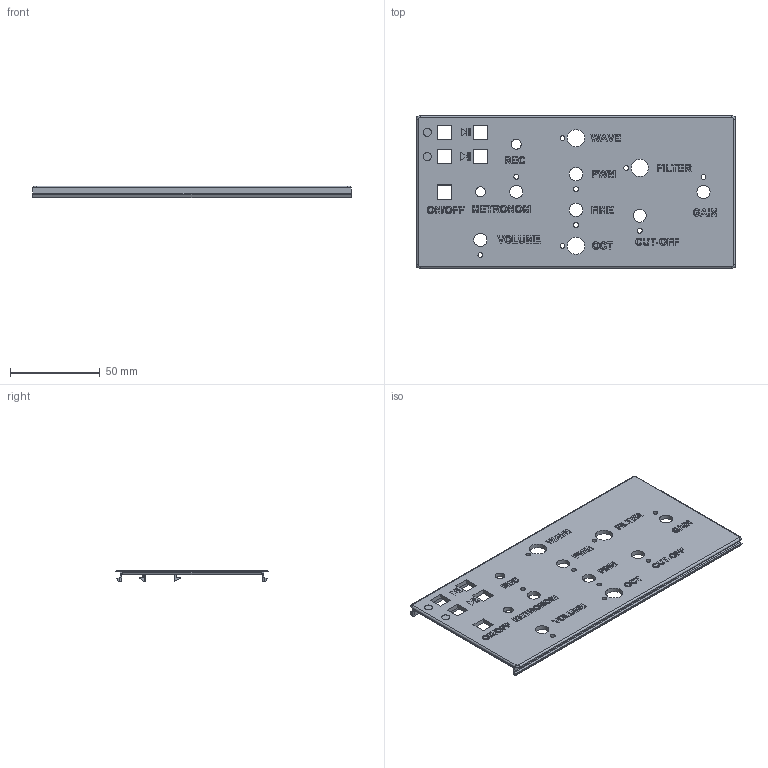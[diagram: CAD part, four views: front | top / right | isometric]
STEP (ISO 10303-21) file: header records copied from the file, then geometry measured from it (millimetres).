
FILE_DESCRIPTION(/* description */ (''),/* implementation_level */ '2;1');
FILE_NAME(/* name */ 'frontplate_left.step',/* time_stamp */ '2026-01-31T22:09:57+01:00',/* author */ ('erikt'),/* organization */ (''),/* preprocessor_version */ 'ST-DEVELOPER v19.2',/* originating_system */ 'Autodesk Inventor 2024',/* authorisation */ '');
FILE_SCHEMA (('CONFIG_CONTROL_DESIGN'));
Length unit declared in the file: millimetre
Products named in the file (3): Schneckel; frontplate; schriftzug_neu
Assembly tree (2 placements, depth 2):
  Schneckel
    frontplate
    schriftzug_neu
Bounding box: 177.5 x 85 x 6.5 mm (x, y, z)
Volume: 36491.9 mm3; surface area: 36402.8 mm2
Topology: 61 solids, 61 shells, 1488 faces, 3849 edges, 2550 vertices
Faces by surface type: plane 1125, bspline 304, cylinder 55, torus 4
Full cylindrical faces by diameter (mm): 2.7 x9, 4.5 x4, 5.5 x2, 7.3 x6, 9.6 x3
Entity records: 46497 total; most frequent: CARTESIAN_POINT 11844, ORIENTED_EDGE 7686, DIRECTION 5759, EDGE_CURVE 3843, LINE 3129, VECTOR 3129, VERTEX_POINT 2552, EDGE_LOOP 1639
